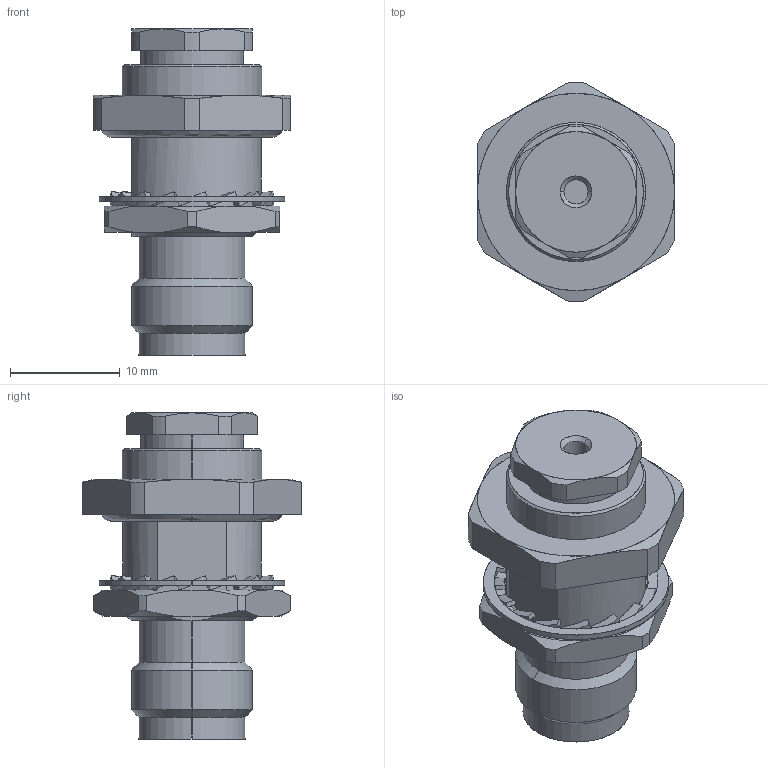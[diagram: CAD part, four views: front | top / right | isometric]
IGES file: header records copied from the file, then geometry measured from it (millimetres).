
Start section: SolidWorks IGES file using analytic representation for surfaces
Global section: file name: R143.323.000N.IGS; native system: SolidWorks 2014; preprocessor: SolidWorks 2014; author: RAYMOND_G; date: 150119.142919; units: millimetre
Bounding box: 18 x 19.99 x 29.76 mm (x, y, z)
Surface area: 2728.5 mm2 (no closed solid volume)
Topology: 0 solids, 0 shells, 293 faces, 2990 edges, 2990 vertices
Faces by surface type: revolution 158, bspline 135
